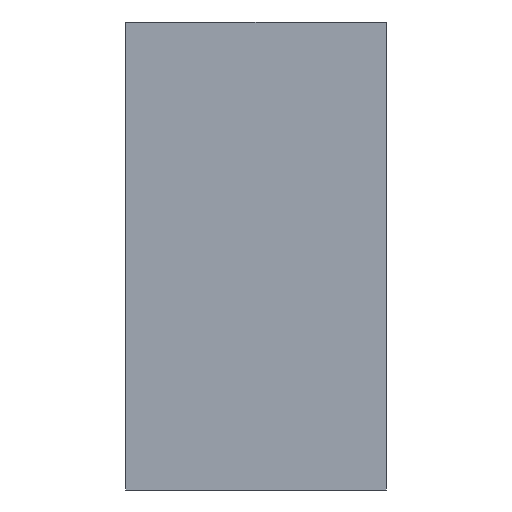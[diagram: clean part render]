
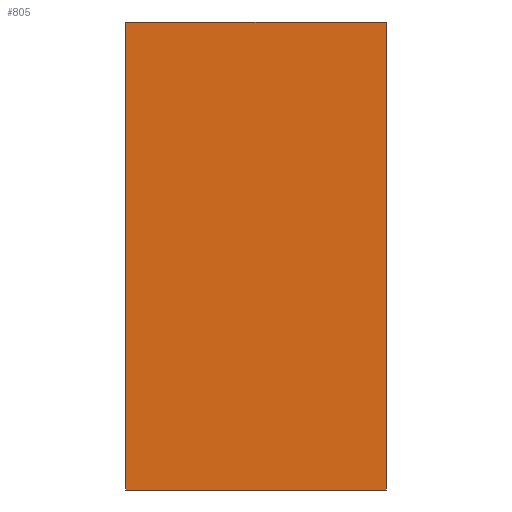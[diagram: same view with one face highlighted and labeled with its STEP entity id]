
A CAD part, front view. The second image highlights one B-rep face of the part: STEP entity #805.
In plain terms, the highlighted planar face has unit normal (0, -1, 0).
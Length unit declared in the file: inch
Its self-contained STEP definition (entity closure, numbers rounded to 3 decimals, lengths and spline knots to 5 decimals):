
#124=FACE_OUTER_BOUND('',#160,.T.);
#160=EDGE_LOOP('',(#731,#732,#733,#734));
#255=LINE('',#1239,#355);
#256=LINE('',#1242,#356);
#259=LINE('',#1247,#359);
#260=LINE('',#1249,#360);
#355=VECTOR('',#1030,0.3937);
#356=VECTOR('',#1033,0.3937);
#359=VECTOR('',#1038,0.3937);
#360=VECTOR('',#1041,0.3937);
#425=VERTEX_POINT('',#1235);
#426=VERTEX_POINT('',#1237);
#427=VERTEX_POINT('',#1241);
#428=VERTEX_POINT('',#1245);
#525=EDGE_CURVE('',#426,#425,#255,.T.);
#526=EDGE_CURVE('',#425,#427,#256,.T.);
#529=EDGE_CURVE('',#428,#426,#259,.T.);
#530=EDGE_CURVE('',#427,#428,#260,.T.);
#731=ORIENTED_EDGE('',*,*,#526,.F.);
#732=ORIENTED_EDGE('',*,*,#525,.F.);
#733=ORIENTED_EDGE('',*,*,#529,.F.);
#734=ORIENTED_EDGE('',*,*,#530,.F.);
#769=PLANE('',#865);
#805=ADVANCED_FACE('',(#124),#769,.F.);
#865=AXIS2_PLACEMENT_3D('',#1250,#1042,#1043);
#1030=DIRECTION('',(0.,0.,-1.));
#1033=DIRECTION('',(-1.,0.,0.));
#1038=DIRECTION('',(1.,0.,0.));
#1041=DIRECTION('',(0.,0.,1.));
#1042=DIRECTION('center_axis',(0.,1.,0.));
#1043=DIRECTION('ref_axis',(0.,0.,1.));
#1235=CARTESIAN_POINT('',(0.,0.,-11.66));
#1237=CARTESIAN_POINT('',(0.,0.,0.));
#1239=CARTESIAN_POINT('',(0.,0.,0.));
#1241=CARTESIAN_POINT('',(-6.5,0.,-11.66));
#1242=CARTESIAN_POINT('',(0.,0.,-11.66));
#1245=CARTESIAN_POINT('',(-6.5,0.,0.));
#1247=CARTESIAN_POINT('',(-6.5,0.,0.));
#1249=CARTESIAN_POINT('',(-6.5,0.,-11.66));
#1250=CARTESIAN_POINT('Origin',(-3.25,0.,-5.83));
